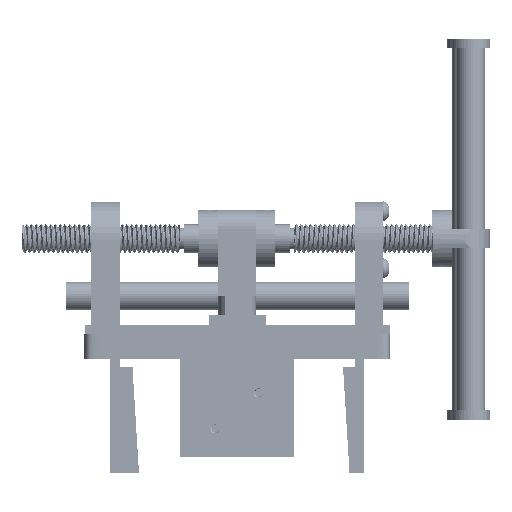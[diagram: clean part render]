
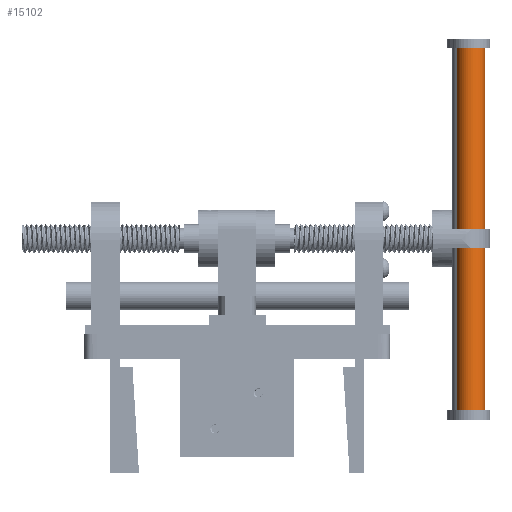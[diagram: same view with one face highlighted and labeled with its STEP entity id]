
A CAD part, front view. The second image highlights one B-rep face of the part: STEP entity #15102.
In plain terms, the highlighted cylindrical face has radius 4.763 mm (diameter 9.525 mm), a full revolution.
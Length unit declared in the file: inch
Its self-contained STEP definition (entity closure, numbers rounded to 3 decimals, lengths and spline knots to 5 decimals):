
#1623=CYLINDRICAL_SURFACE('',#16499,0.1875);
#2176=CIRCLE('',#16498,0.1875);
#2177=CIRCLE('',#16500,0.1875);
#2969=FACE_OUTER_BOUND('',#3928,.T.);
#3928=EDGE_LOOP('',(#13480,#13481,#13482,#13483));
#4963=LINE('',#48671,#5965);
#5965=VECTOR('',#19672,0.1875);
#7314=VERTEX_POINT('',#48667);
#7315=VERTEX_POINT('',#48670);
#9402=EDGE_CURVE('',#7314,#7314,#2176,.T.);
#9403=EDGE_CURVE('',#7314,#7315,#4963,.T.);
#9404=EDGE_CURVE('',#7315,#7315,#2177,.T.);
#13480=ORIENTED_EDGE('',*,*,#9402,.T.);
#13481=ORIENTED_EDGE('',*,*,#9403,.T.);
#13482=ORIENTED_EDGE('',*,*,#9404,.F.);
#13483=ORIENTED_EDGE('',*,*,#9403,.F.);
#15102=ADVANCED_FACE('',(#2969),#1623,.T.);
#16498=AXIS2_PLACEMENT_3D('',#48668,#19668,#19669);
#16499=AXIS2_PLACEMENT_3D('',#48669,#19670,#19671);
#16500=AXIS2_PLACEMENT_3D('',#48672,#19673,#19674);
#19668=DIRECTION('center_axis',(0.,0.,
-1.));
#19669=DIRECTION('ref_axis',(1.,0.,0.));
#19670=DIRECTION('center_axis',(0.,0.,
1.));
#19671=DIRECTION('ref_axis',(1.,0.,0.));
#19672=DIRECTION('',(0.,0.,-1.));
#19673=DIRECTION('center_axis',(0.,0.,
-1.));
#19674=DIRECTION('ref_axis',(1.,0.,0.));
#48667=CARTESIAN_POINT('',(3.3125,-3.5,3.75));
#48668=CARTESIAN_POINT('Origin',(3.5,-3.5,3.75));
#48669=CARTESIAN_POINT('Origin',(3.5,-3.5,-1.125));
#48670=CARTESIAN_POINT('',(3.3125,-3.5,-1.));
#48671=CARTESIAN_POINT('',(3.3125,-3.5,-1.125));
#48672=CARTESIAN_POINT('Origin',(3.5,-3.5,-1.));
